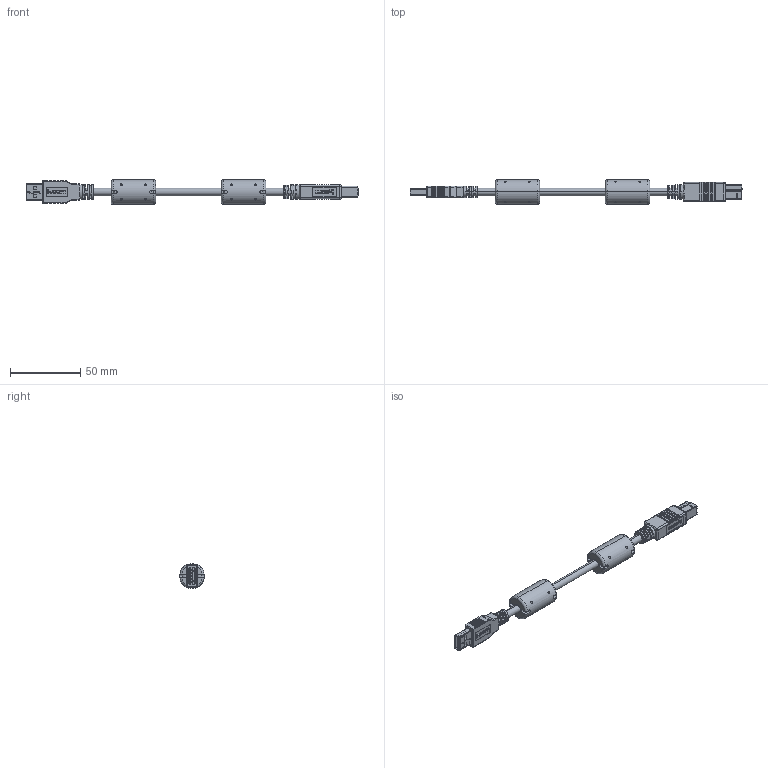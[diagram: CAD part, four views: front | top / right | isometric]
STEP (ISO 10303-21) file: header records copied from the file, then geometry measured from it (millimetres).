
FILE_DESCRIPTION (( 'STEP AP214' ), '1' );
FILE_NAME ('U3A00009_3D.STEP', '2020-04-02T22:17:04', ( '' ), ( '' ), 'SwSTEP 2.0', 'SolidWorks 2018', '' );
FILE_SCHEMA (( 'AUTOMOTIVE_DESIGN' ));
Length unit declared in the file: inch
Products named in the file (19): MTN-593; 1AA05-075-MA2___; 1AA05-046-MA3; MTN-286___; MTN-598_NO CBL; MTN-597; 1AA05-075-MA1___; MTN-286_1AM07-032 FERRITE; U3A00009_3D; 1AA05-075-MA3_SR CRIMPED; 3AC08-027; MTN-598_NO CABLE; 1AM07-032___; MTN-594_NO CABLE; 1AA05-046-MA2_Without Crimp; 1AA05-046-MA1
Assembly tree (19 placements, depth 4):
  U3A00009_3D
    3AC08-027
    MTN-594_NO CABLE
      MTN-593
        1AA05-046-MA3
        MTN-593
      1AA05-046-MA1
      1AA05-046-MA2_Without Crimp
      MTN-594_NO CABLE
    MTN-598_NO CABLE
      MTN-597
        1AA05-075-MA1___
        MTN-597
      1AA05-075-MA2___
      1AA05-075-MA3_SR CRIMPED
      MTN-598_NO CBL
    MTN-286_1AM07-032 FERRITE  x2
      MTN-286___
      1AM07-032___
Bounding box: 235.9 x 17.7 x 17.7 mm (x, y, z)
Volume: 27010.4 mm3; surface area: 27195.6 mm2
Topology: 39 solids, 39 shells, 2765 faces, 7443 edges, 4816 vertices
Faces by surface type: plane 1891, cylinder 542, bspline 230, torus 78, sphere 22, cone 2
Entity records: 100425 total; most frequent: CARTESIAN_POINT 27629, ORIENTED_EDGE 14446, DIRECTION 12613, EDGE_CURVE 7223, LINE 5413, VECTOR 5413, VERTEX_POINT 4692, AXIS2_PLACEMENT_3D 3600
